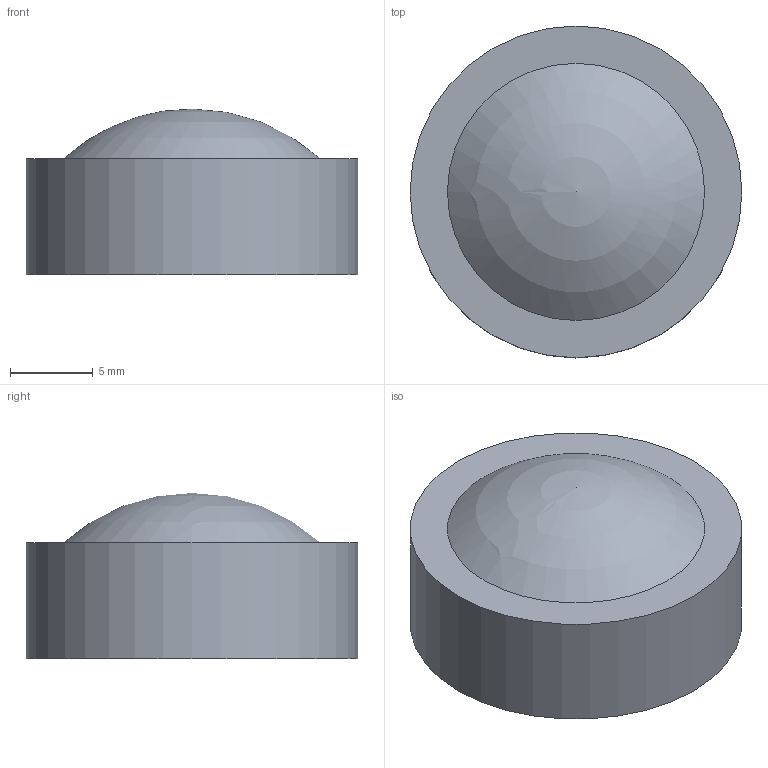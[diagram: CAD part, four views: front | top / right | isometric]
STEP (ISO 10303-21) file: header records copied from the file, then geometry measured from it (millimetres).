
FILE_DESCRIPTION(/* description */ (''),/* implementation_level */ '2;1');
FILE_NAME(/* name */ 'Button1.stp',/* time_stamp */ '2022-08-16T10:26:06-04:00',/* author */ ('turbo'),/* organization */ (''),/* preprocessor_version */ 'ST-DEVELOPER v18.1',/* originating_system */ 'Autodesk Inventor 2022',/* authorisation */ '');
FILE_SCHEMA (('AUTOMOTIVE_DESIGN { 1 0 10303 214 3 1 1 }'));
Length unit declared in the file: millimetre
Products named in the file (1): Button1
Bounding box: 20 x 20 x 10 mm (x, y, z)
Volume: 2496.3 mm3; surface area: 1096.4 mm2
Topology: 1 solids, 1 shells, 4 faces, 6 edges, 4 vertices
Faces by surface type: plane 2, sphere 1, cylinder 1
Full cylindrical faces by diameter (mm): 20 x1
Entity records: 152 total; most frequent: DIRECTION 19, CARTESIAN_POINT 14, ORIENTED_EDGE 10, AXIS2_PLACEMENT_3D 9, EDGE_LOOP 5, EDGE_CURVE 5, STYLED_ITEM 5, FACE_OUTER_BOUND 4
